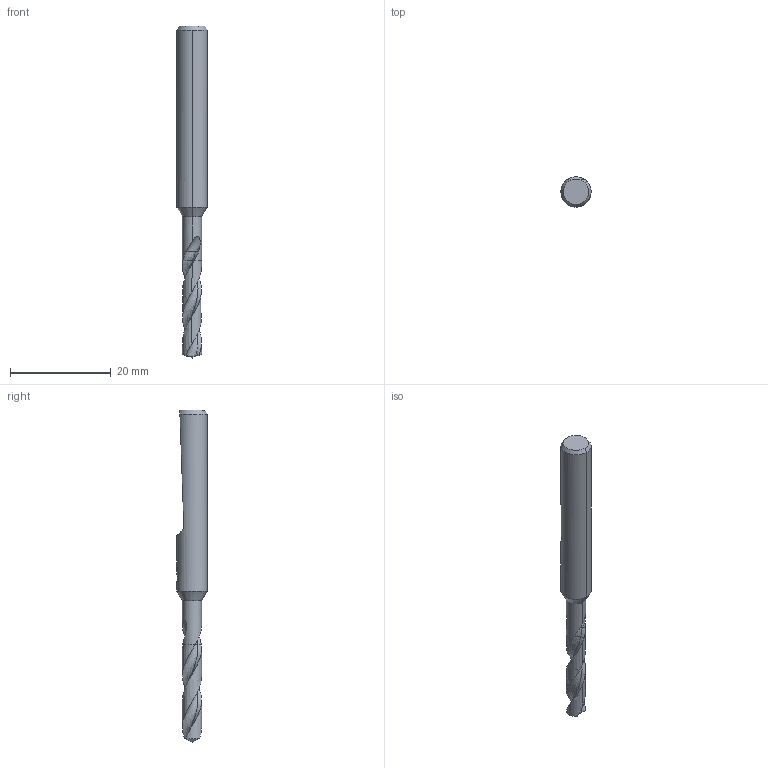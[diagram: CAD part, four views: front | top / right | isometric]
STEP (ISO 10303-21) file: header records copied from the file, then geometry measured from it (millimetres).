
FILE_DESCRIPTION(('no description'),'unknown implementation level');
FILE_NAME('solidCY9jsUcvk5p0Rk0FXV9oGMnnNdg_1.STP',' ',('CIMSOURCE GmbH'),('CADClick - KiM GmbH - www.kimweb.de'),'unknown preprocess','ACIS','unknown authorization');
FILE_SCHEMA(('automotive_design'));
Length unit declared in the file: millimetre
Products named in the file (2): 1; 2
Bounding box: 6 x 6 x 66 mm (x, y, z)
Volume: 1184.5 mm3; surface area: 1098.6 mm2
Topology: 2 solids, 2 shells, 51 faces, 137 edges, 88 vertices
Faces by surface type: cylinder 13, cone 12, bspline 12, plane 10, revolution 4
Entity records: 9480 total; most frequent: CARTESIAN_POINT 6781, STYLED_ITEM 276, PRESENTATION_STYLE_ASSIGNMENT 276, COLOUR_RGB 276, ORIENTED_EDGE 270, DIRECTION 181, EDGE_CURVE 135, CURVE_STYLE 135
